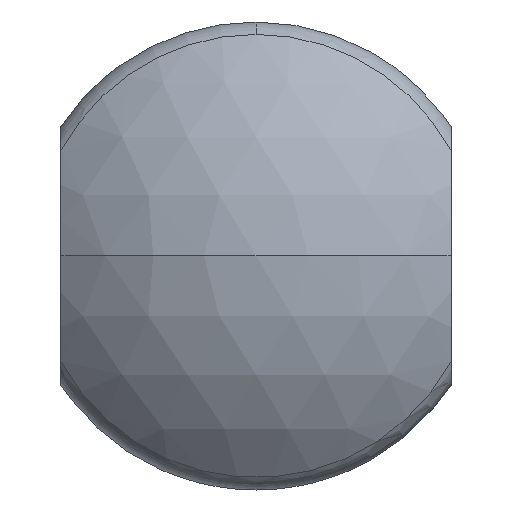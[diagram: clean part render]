
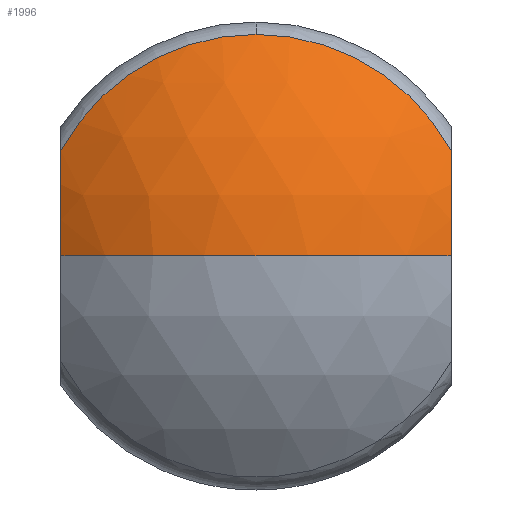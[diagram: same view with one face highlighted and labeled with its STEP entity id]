
A CAD part, front view. The second image highlights one B-rep face of the part: STEP entity #1996.
In plain terms, the highlighted spherical face has radius 25 mm.
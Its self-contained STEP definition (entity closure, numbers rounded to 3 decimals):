
#5 = EDGE_LOOP ( 'NONE', ( #9296, #1559, #2133, #3333, #5295, #7046 ) ) ;
#519 = VERTEX_POINT ( 'NONE', #8687 ) ;
#797 = DIRECTION ( 'NONE',  ( 1., 0., 0. ) ) ;
#941 = CARTESIAN_POINT ( 'NONE',  ( -15., -105., 0. ) ) ;
#1171 = CARTESIAN_POINT ( 'NONE',  ( 15., -85., 0. ) ) ;
#1218 = AXIS2_PLACEMENT_3D ( 'NONE', #1290, #2610, #4014 ) ;
#1290 = CARTESIAN_POINT ( 'NONE',  ( -15., -85., 0. ) ) ;
#1366 = AXIS2_PLACEMENT_3D ( 'NONE', #8057, #6543, #3032 ) ;
#1442 = CIRCLE ( 'NONE', #8315, 25. ) ;
#1559 = ORIENTED_EDGE ( 'NONE', *, *, #6764, .T. ) ;
#1996 = ADVANCED_FACE ( 'Defeature ausgef�hrt1_139', ( #3250 ), #3963, .T. ) ;
#2120 = CIRCLE ( 'NONE', #1366, 17.045 ) ;
#2121 = EDGE_CURVE ( 'NONE', #3831, #519, #1442, .T. ) ;
#2133 = ORIENTED_EDGE ( 'NONE', *, *, #2121, .F. ) ;
#2251 = DIRECTION ( 'NONE',  ( 0., 0., 1. ) ) ;
#2303 = CIRCLE ( 'NONE', #6503, 25. ) ;
#2346 = EDGE_CURVE ( 'Defeature ausgef�hrt1_139+Defeature ausgef�hrt1_142+Defeature ausgef�hrt1_144+Defeature ausgef�hrt1_143', #5665, #7626, #2120, .T. ) ;
#2441 = CIRCLE ( 'NONE', #1218, 20. ) ;
#2591 = DIRECTION ( 'NONE',  ( 1., 0., 0. ) ) ;
#2610 = DIRECTION ( 'NONE',  ( -1., 0., 0. ) ) ;
#2938 = CARTESIAN_POINT ( 'NONE',  ( -15., -103.288, 8.096 ) ) ;
#3032 = DIRECTION ( 'NONE',  ( 0., 0., 1. ) ) ;
#3203 = DIRECTION ( 'NONE',  ( 0., -1., 0. ) ) ;
#3250 = FACE_OUTER_BOUND ( 'NONE', #5, .T. ) ;
#3262 = CARTESIAN_POINT ( 'NONE',  ( 0., -103.288, 0. ) ) ;
#3333 = ORIENTED_EDGE ( 'NONE', *, *, #5729, .F. ) ;
#3584 = CARTESIAN_POINT ( 'NONE',  ( 0., -85., 0. ) ) ;
#3642 = VERTEX_POINT ( 'NONE', #941 ) ;
#3831 = VERTEX_POINT ( 'NONE', #9008 ) ;
#3849 = EDGE_CURVE ( 'Defeature ausgef�hrt1_139+Defeature ausgef�hrt1_142+Defeature ausgef�hrt1_144+Defeature ausgef�hrt1_143', #7626, #4549, #6389, .T. ) ;
#3930 = DIRECTION ( 'NONE',  ( 0., 0., 1. ) ) ;
#3963 = SPHERICAL_SURFACE ( 'NONE', #5056, 25. ) ;
#4014 = DIRECTION ( 'NONE',  ( 0., 0., -1. ) ) ;
#4333 = EDGE_CURVE ( 'Defeature ausgef�hrt1_143+Defeature ausgef�hrt1_139+Defeature ausgef�hrt1_138+Defeature ausgef�hrt1_142', #3642, #4549, #2441, .T. ) ;
#4549 = VERTEX_POINT ( 'NONE', #2938 ) ;
#4613 = AXIS2_PLACEMENT_3D ( 'NONE', #1171, #9015, #6116 ) ;
#5056 = AXIS2_PLACEMENT_3D ( 'NONE', #3584, #2251, #797 ) ;
#5077 = CARTESIAN_POINT ( 'NONE',  ( 0., -103.288, 17.045 ) ) ;
#5295 = ORIENTED_EDGE ( 'NONE', *, *, #2346, .T. ) ;
#5665 = VERTEX_POINT ( 'NONE', #6867 ) ;
#5729 = EDGE_CURVE ( 'Defeature ausgef�hrt1_144+Defeature ausgef�hrt1_139+Defeature ausgef�hrt1_142+Defeature ausgef�hrt1_138', #5665, #3831, #8406, .T. ) ;
#6116 = DIRECTION ( 'NONE',  ( 0., 0., 1. ) ) ;
#6358 = DIRECTION ( 'NONE',  ( 0., 0., -1. ) ) ;
#6389 = CIRCLE ( 'NONE', #7545, 17.045 ) ;
#6418 = DIRECTION ( 'NONE',  ( 0., 1., 0. ) ) ;
#6503 = AXIS2_PLACEMENT_3D ( 'NONE', #7570, #3930, #2591 ) ;
#6543 = DIRECTION ( 'NONE',  ( 0., -1., 0. ) ) ;
#6764 = EDGE_CURVE ( 'NONE', #3642, #519, #2303, .T. ) ;
#6867 = CARTESIAN_POINT ( 'NONE',  ( 15., -103.288, 8.096 ) ) ;
#7046 = ORIENTED_EDGE ( 'NONE', *, *, #3849, .T. ) ;
#7545 = AXIS2_PLACEMENT_3D ( 'NONE', #3262, #3203, #9035 ) ;
#7570 = CARTESIAN_POINT ( 'NONE',  ( 0., -85., 0. ) ) ;
#7626 = VERTEX_POINT ( 'NONE', #5077 ) ;
#7849 = CARTESIAN_POINT ( 'NONE',  ( 0., -85., 0. ) ) ;
#8057 = CARTESIAN_POINT ( 'NONE',  ( 0., -103.288, 0. ) ) ;
#8315 = AXIS2_PLACEMENT_3D ( 'NONE', #7849, #6358, #6418 ) ;
#8406 = CIRCLE ( 'NONE', #4613, 20. ) ;
#8687 = CARTESIAN_POINT ( 'NONE',  ( 0., -110., 0. ) ) ;
#9008 = CARTESIAN_POINT ( 'NONE',  ( 15., -105., 0. ) ) ;
#9015 = DIRECTION ( 'NONE',  ( 1., 0., 0. ) ) ;
#9035 = DIRECTION ( 'NONE',  ( 0., 0., 1. ) ) ;
#9296 = ORIENTED_EDGE ( 'NONE', *, *, #4333, .F. ) ;
